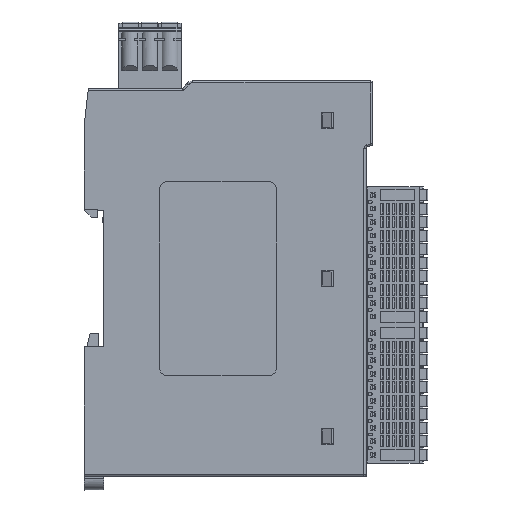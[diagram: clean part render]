
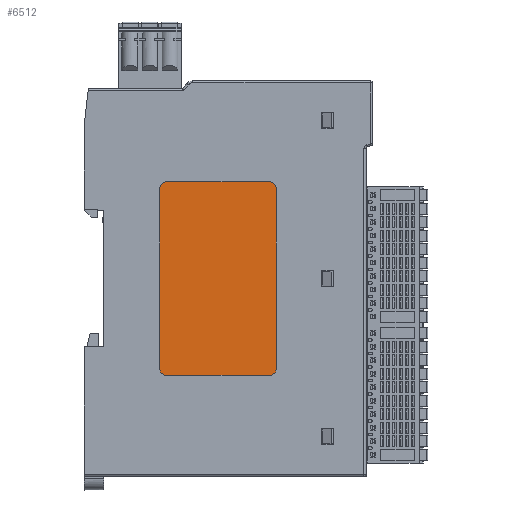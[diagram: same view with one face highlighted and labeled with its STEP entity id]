
A CAD part, top view. The second image highlights one B-rep face of the part: STEP entity #6512.
In plain terms, the highlighted planar face has unit normal (0, 0, 1).
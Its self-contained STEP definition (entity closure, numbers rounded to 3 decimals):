
#2920=CIRCLE('',#113649,1.8);
#2921=CIRCLE('',#113650,1.8);
#2922=CIRCLE('',#113651,1.8);
#2923=CIRCLE('',#113652,1.8);
#6512=ADVANCED_FACE('',(#16950),#12495,.F.);
#12495=PLANE('',#113653);
#16950=FACE_OUTER_BOUND('',#22888,.T.);
#22888=EDGE_LOOP('',(#31206,#31207,#31208,#31209,#31210,#31211,#31212,#31213));
#31206=ORIENTED_EDGE('',*,*,#73660,.F.);
#31207=ORIENTED_EDGE('',*,*,#73665,.T.);
#31208=ORIENTED_EDGE('',*,*,#73662,.F.);
#31209=ORIENTED_EDGE('',*,*,#73666,.T.);
#31210=ORIENTED_EDGE('',*,*,#73653,.F.);
#31211=ORIENTED_EDGE('',*,*,#73667,.T.);
#31212=ORIENTED_EDGE('',*,*,#73656,.F.);
#31213=ORIENTED_EDGE('',*,*,#73668,.T.);
#62815=VERTEX_POINT('',#154575);
#62816=VERTEX_POINT('',#154576);
#62817=VERTEX_POINT('',#154581);
#62818=VERTEX_POINT('',#154582);
#62819=VERTEX_POINT('',#154587);
#62820=VERTEX_POINT('',#154589);
#62821=VERTEX_POINT('',#154593);
#62822=VERTEX_POINT('',#154594);
#73653=EDGE_CURVE('',#62815,#62816,#89149,.T.);
#73656=EDGE_CURVE('',#62817,#62818,#89152,.T.);
#73660=EDGE_CURVE('',#62819,#62820,#89156,.T.);
#73662=EDGE_CURVE('',#62821,#62822,#89158,.T.);
#73665=EDGE_CURVE('',#62819,#62822,#2920,.T.);
#73666=EDGE_CURVE('',#62821,#62816,#2921,.T.);
#73667=EDGE_CURVE('',#62815,#62818,#2922,.T.);
#73668=EDGE_CURVE('',#62817,#62820,#2923,.T.);
#89149=LINE('',#154574,#101574);
#89152=LINE('',#154580,#101577);
#89156=LINE('',#154588,#101581);
#89158=LINE('',#154592,#101583);
#101574=VECTOR('',#123768,1.);
#101577=VECTOR('',#123773,1.);
#101581=VECTOR('',#123779,1.);
#101583=VECTOR('',#123783,1.);
#113649=AXIS2_PLACEMENT_3D('',#154598,#123788,#123789);
#113650=AXIS2_PLACEMENT_3D('',#154599,#123790,#123791);
#113651=AXIS2_PLACEMENT_3D('',#154600,#123792,#123793);
#113652=AXIS2_PLACEMENT_3D('',#154601,#123794,#123795);
#113653=AXIS2_PLACEMENT_3D('',#154602,#123796,#123797);
#123768=DIRECTION('',(-1.,0.,0.));
#123773=DIRECTION('',(0.,-1.,0.));
#123779=DIRECTION('',(1.,0.,0.));
#123783=DIRECTION('',(0.,1.,0.));
#123788=DIRECTION('',(0.,0.,1.));
#123789=DIRECTION('',(-1.,0.,0.));
#123790=DIRECTION('',(0.,0.,1.));
#123791=DIRECTION('',(-1.,0.,0.));
#123792=DIRECTION('',(0.,0.,1.));
#123793=DIRECTION('',(-1.,0.,0.));
#123794=DIRECTION('',(0.,0.,1.));
#123795=DIRECTION('',(-1.,0.,0.));
#123796=DIRECTION('',(0.,0.,-1.));
#123797=DIRECTION('',(-1.,0.,0.));
#154574=CARTESIAN_POINT('',(-245.077,127.265,-42.3));
#154575=CARTESIAN_POINT('',(-231.777,127.265,-42.3));
#154576=CARTESIAN_POINT('',(-258.377,127.265,-42.3));
#154580=CARTESIAN_POINT('',(-229.977,152.365,-42.3));
#154581=CARTESIAN_POINT('',(-229.977,175.665,-42.3));
#154582=CARTESIAN_POINT('',(-229.977,129.065,-42.3));
#154587=CARTESIAN_POINT('',(-258.377,177.465,-42.3));
#154588=CARTESIAN_POINT('',(-245.077,177.465,-42.3));
#154589=CARTESIAN_POINT('',(-231.777,177.465,-42.3));
#154592=CARTESIAN_POINT('',(-260.177,177.365,-42.3));
#154593=CARTESIAN_POINT('',(-260.177,129.065,-42.3));
#154594=CARTESIAN_POINT('',(-260.177,175.665,-42.3));
#154598=CARTESIAN_POINT('',(-258.377,175.665,-42.3));
#154599=CARTESIAN_POINT('',(-258.377,129.065,-42.3));
#154600=CARTESIAN_POINT('',(-231.777,129.065,-42.3));
#154601=CARTESIAN_POINT('',(-231.777,175.665,-42.3));
#154602=CARTESIAN_POINT('',(-256.37,152.374,-42.3));
